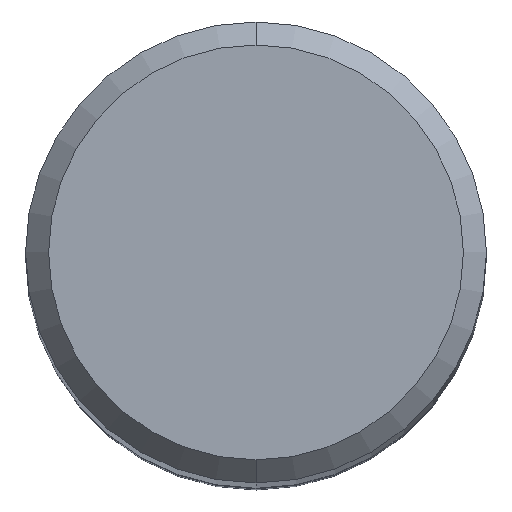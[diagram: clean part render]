
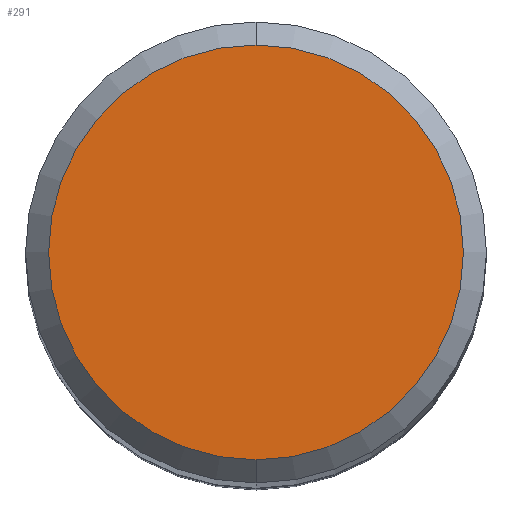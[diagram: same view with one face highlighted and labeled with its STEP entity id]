
A CAD part, top view. The second image highlights one B-rep face of the part: STEP entity #291.
In plain terms, the highlighted planar face has unit normal (0, 0, 1).
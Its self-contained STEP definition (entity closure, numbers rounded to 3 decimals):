
#175=EDGE_CURVE('',#307,#275,#408,.T.);
#275=VERTEX_POINT('',#522);
#291=ADVANCED_FACE('',(#542),#543,.T.);
#307=VERTEX_POINT('',#560);
#323=EDGE_CURVE('',#275,#307,#579,.T.);
#408=CIRCLE('',#674,3.6);
#522=CARTESIAN_POINT('',(0.0,3.6,0.0));
#542=FACE_OUTER_BOUND('',#847,.T.);
#543=PLANE('',#848);
#560=CARTESIAN_POINT('',(0.,-3.6,0.0));
#579=CIRCLE('',#889,3.6);
#674=AXIS2_PLACEMENT_3D('',#964,#965,#966);
#847=EDGE_LOOP('',(#1161,#1162));
#848=AXIS2_PLACEMENT_3D('',#1163,#1164,#1165);
#889=AXIS2_PLACEMENT_3D('',#1206,#1207,#1208);
#964=CARTESIAN_POINT('',(0.0,0.0,0.0));
#965=DIRECTION('',(0.0,0.0,-1.0));
#966=DIRECTION('',(0.0,1.0,0.0));
#1161=ORIENTED_EDGE('',*,*,#323,.F.);
#1162=ORIENTED_EDGE('',*,*,#175,.F.);
#1163=CARTESIAN_POINT('',(0.0,1.8,0.0));
#1164=DIRECTION('',(-0.0,0.0,1.0));
#1165=DIRECTION('',(0.0,-1.0,0.0));
#1206=CARTESIAN_POINT('',(0.0,0.0,0.0));
#1207=DIRECTION('',(0.0,0.0,-1.0));
#1208=DIRECTION('',(0.0,1.0,0.0));
